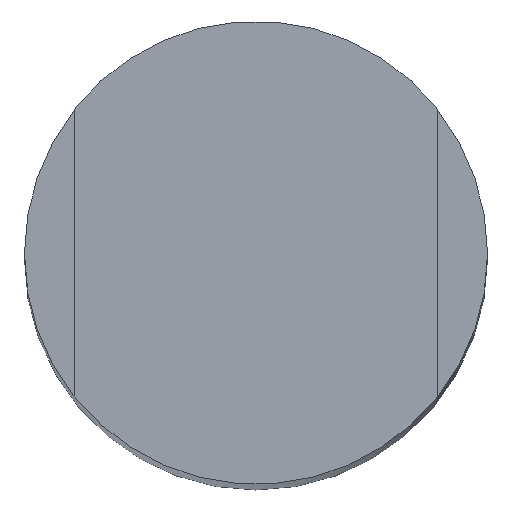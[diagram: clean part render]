
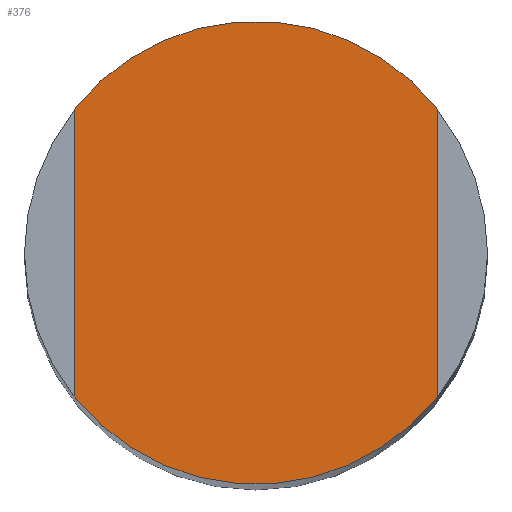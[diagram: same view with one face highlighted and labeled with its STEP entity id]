
A CAD part, top view. The second image highlights one B-rep face of the part: STEP entity #376.
In plain terms, the highlighted planar face has unit normal (0, 0, 1).
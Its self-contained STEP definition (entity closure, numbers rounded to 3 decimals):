
#182=CARTESIAN_POINT('Vertex',(-5.5,4.33,100.)) ;
#185=CARTESIAN_POINT('Axis2P3D Location',(0.,0.,100.)) ;
#189=CARTESIAN_POINT('Vertex',(5.5,4.33,100.)) ;
#224=CARTESIAN_POINT('Vertex',(5.5,-4.33,100.)) ;
#227=CARTESIAN_POINT('Axis2P3D Location',(0.,0.,100.)) ;
#231=CARTESIAN_POINT('Vertex',(-5.5,-4.33,100.)) ;
#294=CARTESIAN_POINT('Line Origine',(-5.5,0.,100.)) ;
#360=CARTESIAN_POINT('Axis2P3D Location',(0.,0.,100.)) ;
#365=CARTESIAN_POINT('Line Origine',(5.5,0.,100.)) ;
#186=DIRECTION('Axis2P3D Direction',(-0.,0.,-1.)) ;
#228=DIRECTION('Axis2P3D Direction',(-0.,0.,-1.)) ;
#295=DIRECTION('Vector Direction',(0.,-1.,0.)) ;
#361=DIRECTION('Axis2P3D Direction',(0.,0.,1.)) ;
#362=DIRECTION('Axis2P3D XDirection',(1.,0.,-0.)) ;
#366=DIRECTION('Vector Direction',(0.,1.,0.)) ;
#187=AXIS2_PLACEMENT_3D('Circle Axis2P3D',#185,#186,$) ;
#229=AXIS2_PLACEMENT_3D('Circle Axis2P3D',#227,#228,$) ;
#363=AXIS2_PLACEMENT_3D('Plane Axis2P3D',#360,#361,#362) ;
#371=ORIENTED_EDGE('',*,*,#233,.T.) ;
#372=ORIENTED_EDGE('',*,*,#369,.T.) ;
#373=ORIENTED_EDGE('',*,*,#191,.T.) ;
#374=ORIENTED_EDGE('',*,*,#298,.T.) ;
#296=VECTOR('Line Direction',#295,1.) ;
#367=VECTOR('Line Direction',#366,1.) ;
#376=ADVANCED_FACE('Chanfrein1',(#375),#364,.T.) ;
#188=CIRCLE('generated circle',#187,7.) ;
#230=CIRCLE('generated circle',#229,7.) ;
#191=EDGE_CURVE('',#190,#183,#188,.F.) ;
#233=EDGE_CURVE('',#232,#225,#230,.F.) ;
#298=EDGE_CURVE('',#183,#232,#297,.T.) ;
#369=EDGE_CURVE('',#225,#190,#368,.T.) ;
#370=EDGE_LOOP('',(#371,#372,#373,#374)) ;
#375=FACE_OUTER_BOUND('',#370,.T.) ;
#297=LINE('Line',#294,#296) ;
#368=LINE('Line',#365,#367) ;
#364=PLANE('',#363) ;
#183=VERTEX_POINT('',#182) ;
#190=VERTEX_POINT('',#189) ;
#225=VERTEX_POINT('',#224) ;
#232=VERTEX_POINT('',#231) ;
